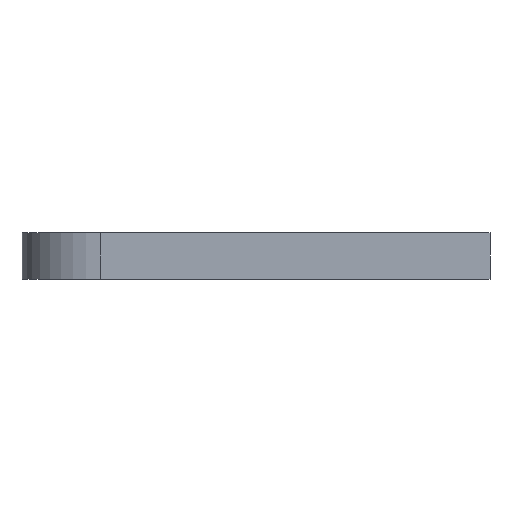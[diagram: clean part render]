
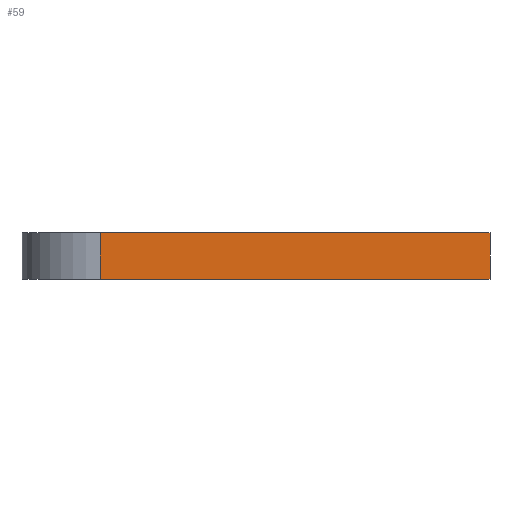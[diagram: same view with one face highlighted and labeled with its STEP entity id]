
A CAD part, front view. The second image highlights one B-rep face of the part: STEP entity #59.
In plain terms, the highlighted planar face has unit normal (0, -1, 0).
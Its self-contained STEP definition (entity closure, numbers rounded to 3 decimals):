
#22 = CARTESIAN_POINT ( 'NONE',  ( -20., -46.35, 3. ) ) ;
#32 = VERTEX_POINT ( 'NONE', #206 ) ;
#55 = CARTESIAN_POINT ( 'NONE',  ( 30., -46.35, 3. ) ) ;
#59 = ADVANCED_FACE ( 'NONE', ( #490 ), #151, .F. ) ;
#97 = VECTOR ( 'NONE', #486, 1000. ) ;
#100 = ORIENTED_EDGE ( 'NONE', *, *, #774, .T. ) ;
#151 = PLANE ( 'NONE',  #318 ) ;
#167 = EDGE_LOOP ( 'NONE', ( #250, #215, #100, #484 ) ) ;
#181 = LINE ( 'NONE', #22, #437 ) ;
#206 = CARTESIAN_POINT ( 'NONE',  ( 30., -46.35, 3. ) ) ;
#215 = ORIENTED_EDGE ( 'NONE', *, *, #294, .T. ) ;
#221 = EDGE_CURVE ( 'NONE', #32, #414, #529, .T. ) ;
#240 = VERTEX_POINT ( 'NONE', #648 ) ;
#250 = ORIENTED_EDGE ( 'NONE', *, *, #400, .F. ) ;
#269 = LINE ( 'NONE', #352, #97 ) ;
#294 = EDGE_CURVE ( 'NONE', #240, #527, #181, .T. ) ;
#318 = AXIS2_PLACEMENT_3D ( 'NONE', #497, #354, #857 ) ;
#336 = DIRECTION ( 'NONE',  ( 1., 0., 0. ) ) ;
#352 = CARTESIAN_POINT ( 'NONE',  ( 30., -46.35, -3. ) ) ;
#354 = DIRECTION ( 'NONE',  ( 0., 1., 0. ) ) ;
#400 = EDGE_CURVE ( 'NONE', #240, #32, #537, .T. ) ;
#414 = VERTEX_POINT ( 'NONE', #901 ) ;
#437 = VECTOR ( 'NONE', #722, 1000. ) ;
#484 = ORIENTED_EDGE ( 'NONE', *, *, #221, .F. ) ;
#486 = DIRECTION ( 'NONE',  ( 1., 0., 0. ) ) ;
#490 = FACE_OUTER_BOUND ( 'NONE', #167, .T. ) ;
#497 = CARTESIAN_POINT ( 'NONE',  ( 30., -46.35, 3. ) ) ;
#527 = VERTEX_POINT ( 'NONE', #586 ) ;
#529 = LINE ( 'NONE', #868, #883 ) ;
#537 = LINE ( 'NONE', #55, #675 ) ;
#586 = CARTESIAN_POINT ( 'NONE',  ( -20., -46.35, -3. ) ) ;
#597 = DIRECTION ( 'NONE',  ( 0., 0., -1. ) ) ;
#648 = CARTESIAN_POINT ( 'NONE',  ( -20., -46.35, 3. ) ) ;
#675 = VECTOR ( 'NONE', #336, 1000. ) ;
#722 = DIRECTION ( 'NONE',  ( 0., 0., -1. ) ) ;
#774 = EDGE_CURVE ( 'NONE', #527, #414, #269, .T. ) ;
#857 = DIRECTION ( 'NONE',  ( -1., 0., 0. ) ) ;
#868 = CARTESIAN_POINT ( 'NONE',  ( 30., -46.35, 3. ) ) ;
#883 = VECTOR ( 'NONE', #597, 1000. ) ;
#901 = CARTESIAN_POINT ( 'NONE',  ( 30., -46.35, -3. ) ) ;
